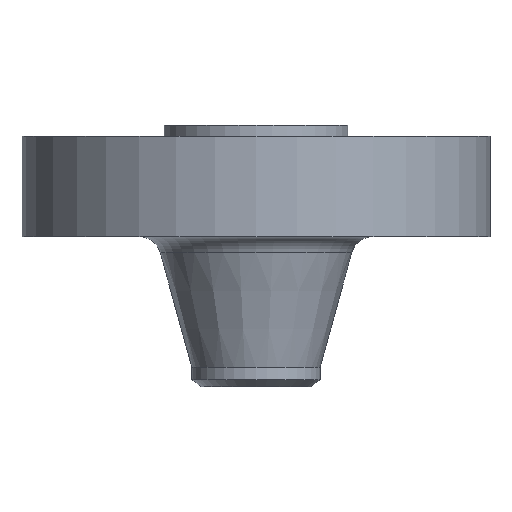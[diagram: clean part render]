
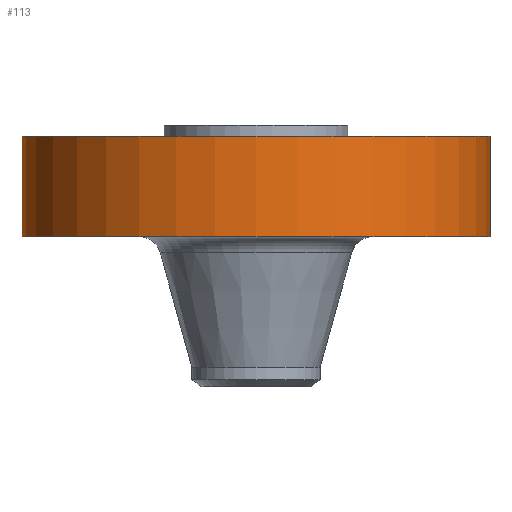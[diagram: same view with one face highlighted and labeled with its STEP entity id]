
A CAD part, front view. The second image highlights one B-rep face of the part: STEP entity #113.
In plain terms, the highlighted cylindrical face has radius 133.35 mm (diameter 266.7 mm), a partial arc.
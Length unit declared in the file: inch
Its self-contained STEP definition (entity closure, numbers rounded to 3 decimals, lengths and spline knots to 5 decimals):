
#29 = CARTESIAN_POINT ( 'NONE',  ( -5.25, 0., -2.5 ) ) ;
#32 = EDGE_CURVE ( 'NONE', #909, #1054, #915, .T. ) ;
#52 = ORIENTED_EDGE ( 'NONE', *, *, #32, .T. ) ;
#54 = DIRECTION ( 'NONE',  ( 1., 0., 0. ) ) ;
#113 = ADVANCED_FACE ( 'NONE', ( #655 ), #575, .T. ) ;
#115 = DIRECTION ( 'NONE',  ( 0., 0., 1. ) ) ;
#137 = DIRECTION ( 'NONE',  ( 1., 0., 0. ) ) ;
#151 = DIRECTION ( 'NONE',  ( 0., 0., 1. ) ) ;
#175 = VECTOR ( 'NONE', #115, 39.37008 ) ;
#187 = CARTESIAN_POINT ( 'NONE',  ( 0., 0., -2.5 ) ) ;
#245 = ORIENTED_EDGE ( 'NONE', *, *, #577, .T. ) ;
#296 = EDGE_LOOP ( 'NONE', ( #776, #52, #245, #356 ) ) ;
#351 = EDGE_CURVE ( 'NONE', #696, #781, #757, .T. ) ;
#356 = ORIENTED_EDGE ( 'NONE', *, *, #351, .F. ) ;
#389 = LINE ( 'NONE', #1034, #686 ) ;
#391 = DIRECTION ( 'NONE',  ( 0., 0., 1. ) ) ;
#414 = CARTESIAN_POINT ( 'NONE',  ( 0., 0., 0. ) ) ;
#424 = CARTESIAN_POINT ( 'NONE',  ( 5.25, 0., -0.25 ) ) ;
#452 = EDGE_CURVE ( 'NONE', #909, #696, #622, .T. ) ;
#455 = DIRECTION ( 'NONE',  ( 1., 0., 0. ) ) ;
#536 = AXIS2_PLACEMENT_3D ( 'NONE', #414, #151, #137 ) ;
#575 = CYLINDRICAL_SURFACE ( 'NONE', #536, 5.25 ) ;
#577 = EDGE_CURVE ( 'NONE', #1054, #781, #389, .T. ) ;
#622 = LINE ( 'NONE', #726, #175 ) ;
#655 = FACE_OUTER_BOUND ( 'NONE', #296, .T. ) ;
#662 = DIRECTION ( 'NONE',  ( 0., 0., 1. ) ) ;
#686 = VECTOR ( 'NONE', #662, 39.37008 ) ;
#696 = VERTEX_POINT ( 'NONE', #850 ) ;
#726 = CARTESIAN_POINT ( 'NONE',  ( -5.25, 0., 0. ) ) ;
#757 = CIRCLE ( 'NONE', #930, 5.25 ) ;
#776 = ORIENTED_EDGE ( 'NONE', *, *, #452, .F. ) ;
#781 = VERTEX_POINT ( 'NONE', #424 ) ;
#817 = DIRECTION ( 'NONE',  ( 0., 0., 1. ) ) ;
#850 = CARTESIAN_POINT ( 'NONE',  ( -5.25, 0., -0.25 ) ) ;
#909 = VERTEX_POINT ( 'NONE', #29 ) ;
#915 = CIRCLE ( 'NONE', #1026, 5.25 ) ;
#930 = AXIS2_PLACEMENT_3D ( 'NONE', #1126, #391, #54 ) ;
#1013 = CARTESIAN_POINT ( 'NONE',  ( 5.25, 0., -2.5 ) ) ;
#1026 = AXIS2_PLACEMENT_3D ( 'NONE', #187, #817, #455 ) ;
#1034 = CARTESIAN_POINT ( 'NONE',  ( 5.25, 0., 0. ) ) ;
#1054 = VERTEX_POINT ( 'NONE', #1013 ) ;
#1126 = CARTESIAN_POINT ( 'NONE',  ( 0., 0., -0.25 ) ) ;
